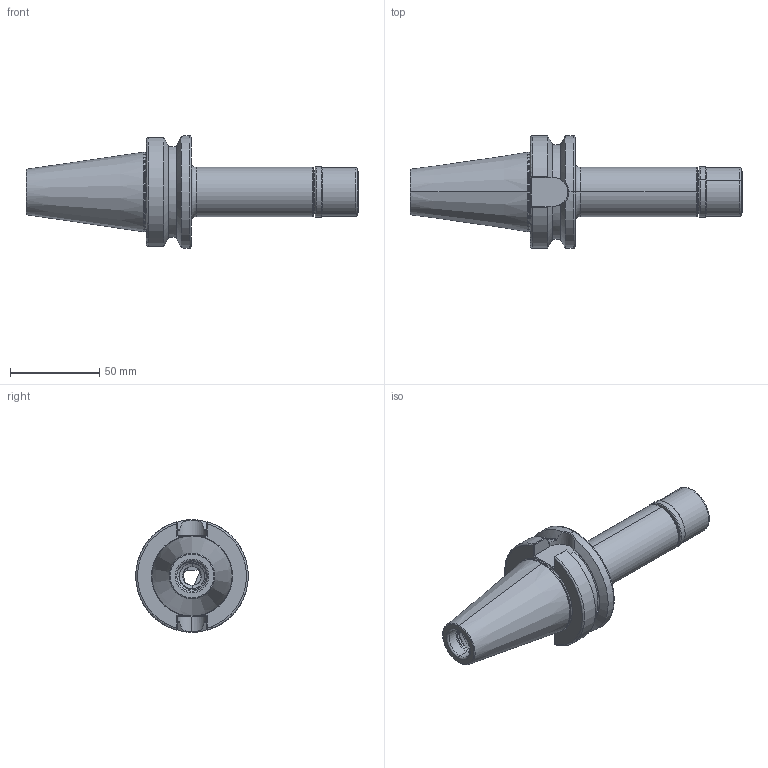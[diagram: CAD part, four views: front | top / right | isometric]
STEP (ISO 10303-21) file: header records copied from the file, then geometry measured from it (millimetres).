
FILE_DESCRIPTION (( 'STEP AP203' ), '1' );
FILE_NAME ('405.03.10.2.STEP', '2016-11-26T01:03:52', ( '' ), ( '' ), 'SwSTEP 2.0', 'SolidWorks 2012', '' );
FILE_SCHEMA (( 'CONFIG_CONTROL_DESIGN' ));
Length unit declared in the file: millimetre
Products named in the file (3): 405.03.10.2; 2-01.B04.0100241D9_KPS10_無溝螺帽_加長型
Assembly tree (2 placements, depth 2):
  405.03.10.2
    405.03.10.2
    2-01.B04.0100241D9_KPS10_無溝螺帽_加長型
Bounding box: 185.8 x 63 x 63 mm (x, y, z)
Volume: 162084.6 mm3; surface area: 40020.4 mm2
Topology: 2 solids, 2 shells, 276 faces, 694 edges, 428 vertices
Faces by surface type: cylinder 128, torus 55, plane 40, cone 37, bspline 16
Entity records: 17885 total; most frequent: CARTESIAN_POINT 11605, ORIENTED_EDGE 1388, DIRECTION 1156, EDGE_CURVE 694, AXIS2_PLACEMENT_3D 470, VERTEX_POINT 428, EDGE_LOOP 286, FACE_OUTER_BOUND 276
